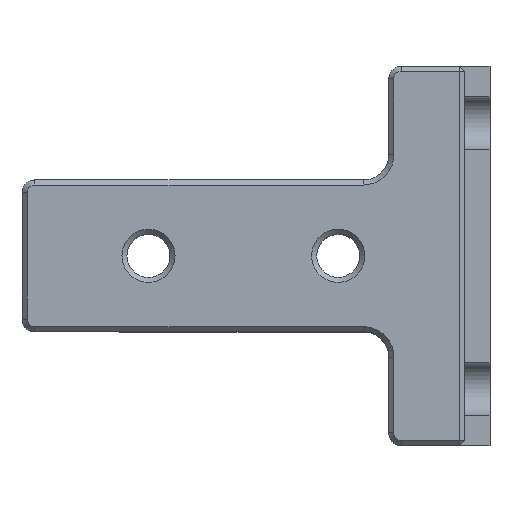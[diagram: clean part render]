
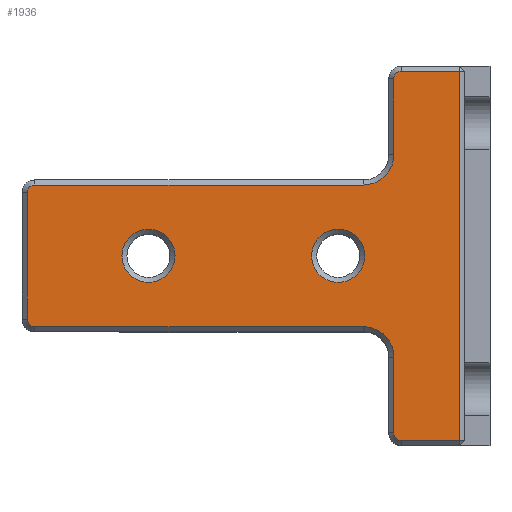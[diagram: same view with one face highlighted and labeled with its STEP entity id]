
A CAD part, top view. The second image highlights one B-rep face of the part: STEP entity #1936.
In plain terms, the highlighted face is planar.
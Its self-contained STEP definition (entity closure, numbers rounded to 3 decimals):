
#43=FACE_BOUND('',#309,.T.);
#44=FACE_BOUND('',#310,.T.);
#56=PLANE('',#2122);
#174=FACE_OUTER_BOUND('',#308,.T.);
#308=EDGE_LOOP('',(#1449,#1450,#1451,#1452,#1453,#1454,#1455,#1456,#1457,
#1458,#1459,#1460,#1461,#1462));
#309=EDGE_LOOP('',(#1463));
#310=EDGE_LOOP('',(#1464));
#472=LINE('',#3185,#640);
#473=LINE('',#3187,#641);
#474=LINE('',#3189,#642);
#475=LINE('',#3193,#643);
#476=LINE('',#3197,#644);
#477=LINE('',#3201,#645);
#478=LINE('',#3205,#646);
#479=LINE('',#3209,#647);
#640=VECTOR('',#2485,1000.);
#641=VECTOR('',#2486,1000.);
#642=VECTOR('',#2487,1000.);
#643=VECTOR('',#2490,1000.);
#644=VECTOR('',#2493,1000.);
#645=VECTOR('',#2496,1000.);
#646=VECTOR('',#2499,1000.);
#647=VECTOR('',#2502,1000.);
#785=CIRCLE('',#2096,2.1);
#788=CIRCLE('',#2100,2.1);
#797=CIRCLE('',#2123,0.6);
#798=CIRCLE('',#2124,2.4);
#799=CIRCLE('',#2125,0.6);
#800=CIRCLE('',#2126,0.6);
#801=CIRCLE('',#2127,2.4);
#802=CIRCLE('',#2128,0.6);
#903=VERTEX_POINT('',#3083);
#906=VERTEX_POINT('',#3091);
#939=VERTEX_POINT('',#3183);
#940=VERTEX_POINT('',#3184);
#941=VERTEX_POINT('',#3186);
#942=VERTEX_POINT('',#3188);
#943=VERTEX_POINT('',#3190);
#944=VERTEX_POINT('',#3192);
#945=VERTEX_POINT('',#3194);
#946=VERTEX_POINT('',#3196);
#947=VERTEX_POINT('',#3198);
#948=VERTEX_POINT('',#3200);
#949=VERTEX_POINT('',#3202);
#950=VERTEX_POINT('',#3204);
#951=VERTEX_POINT('',#3206);
#952=VERTEX_POINT('',#3208);
#1074=EDGE_CURVE('',#903,#903,#785,.T.);
#1078=EDGE_CURVE('',#906,#906,#788,.T.);
#1122=EDGE_CURVE('',#939,#940,#472,.T.);
#1123=EDGE_CURVE('',#940,#941,#473,.T.);
#1124=EDGE_CURVE('',#941,#942,#474,.T.);
#1125=EDGE_CURVE('',#942,#943,#797,.T.);
#1126=EDGE_CURVE('',#943,#944,#475,.T.);
#1127=EDGE_CURVE('',#944,#945,#798,.T.);
#1128=EDGE_CURVE('',#945,#946,#476,.T.);
#1129=EDGE_CURVE('',#946,#947,#799,.T.);
#1130=EDGE_CURVE('',#947,#948,#477,.T.);
#1131=EDGE_CURVE('',#948,#949,#800,.T.);
#1132=EDGE_CURVE('',#949,#950,#478,.T.);
#1133=EDGE_CURVE('',#950,#951,#801,.T.);
#1134=EDGE_CURVE('',#951,#952,#479,.T.);
#1135=EDGE_CURVE('',#952,#939,#802,.T.);
#1449=ORIENTED_EDGE('',*,*,#1122,.T.);
#1450=ORIENTED_EDGE('',*,*,#1123,.T.);
#1451=ORIENTED_EDGE('',*,*,#1124,.T.);
#1452=ORIENTED_EDGE('',*,*,#1125,.T.);
#1453=ORIENTED_EDGE('',*,*,#1126,.T.);
#1454=ORIENTED_EDGE('',*,*,#1127,.T.);
#1455=ORIENTED_EDGE('',*,*,#1128,.T.);
#1456=ORIENTED_EDGE('',*,*,#1129,.T.);
#1457=ORIENTED_EDGE('',*,*,#1130,.T.);
#1458=ORIENTED_EDGE('',*,*,#1131,.T.);
#1459=ORIENTED_EDGE('',*,*,#1132,.T.);
#1460=ORIENTED_EDGE('',*,*,#1133,.T.);
#1461=ORIENTED_EDGE('',*,*,#1134,.T.);
#1462=ORIENTED_EDGE('',*,*,#1135,.T.);
#1463=ORIENTED_EDGE('',*,*,#1078,.T.);
#1464=ORIENTED_EDGE('',*,*,#1074,.T.);
#1936=ADVANCED_FACE('',(#174,#43,#44),#56,.F.);
#2096=AXIS2_PLACEMENT_3D('',#3085,#2395,#2396);
#2100=AXIS2_PLACEMENT_3D('',#3093,#2404,#2405);
#2122=AXIS2_PLACEMENT_3D('',#3182,#2483,#2484);
#2123=AXIS2_PLACEMENT_3D('',#3191,#2488,#2489);
#2124=AXIS2_PLACEMENT_3D('',#3195,#2491,#2492);
#2125=AXIS2_PLACEMENT_3D('',#3199,#2494,#2495);
#2126=AXIS2_PLACEMENT_3D('',#3203,#2497,#2498);
#2127=AXIS2_PLACEMENT_3D('',#3207,#2500,#2501);
#2128=AXIS2_PLACEMENT_3D('',#3210,#2503,#2504);
#2395=DIRECTION('center_axis',(-1.,0.,0.));
#2396=DIRECTION('ref_axis',(0.,-1.,0.));
#2404=DIRECTION('center_axis',(-1.,0.,0.));
#2405=DIRECTION('ref_axis',(0.,-1.,0.));
#2483=DIRECTION('center_axis',(-1.,0.,0.));
#2484=DIRECTION('ref_axis',(0.,-1.,0.));
#2485=DIRECTION('',(0.,0.,-1.));
#2486=DIRECTION('',(0.,1.,0.));
#2487=DIRECTION('',(0.,0.,1.));
#2488=DIRECTION('center_axis',(1.,0.,0.));
#2489=DIRECTION('ref_axis',(0.,-1.,0.));
#2490=DIRECTION('',(0.,-1.,0.));
#2491=DIRECTION('center_axis',(-1.,0.,0.));
#2492=DIRECTION('ref_axis',(0.,-1.,0.));
#2493=DIRECTION('',(0.,0.,1.));
#2494=DIRECTION('center_axis',(1.,0.,0.));
#2495=DIRECTION('ref_axis',(0.,-1.,0.));
#2496=DIRECTION('',(0.,-1.,0.));
#2497=DIRECTION('center_axis',(1.,0.,0.));
#2498=DIRECTION('ref_axis',(0.,-1.,0.));
#2499=DIRECTION('',(0.,0.,-1.));
#2500=DIRECTION('center_axis',(-1.,0.,0.));
#2501=DIRECTION('ref_axis',(0.,-1.,0.));
#2502=DIRECTION('',(0.,-1.,0.));
#2503=DIRECTION('center_axis',(1.,0.,0.));
#2504=DIRECTION('ref_axis',(0.,-1.,0.));
#3083=CARTESIAN_POINT('',(7.5,-2.1,10.));
#3085=CARTESIAN_POINT('Origin',(7.5,0.,10.));
#3091=CARTESIAN_POINT('',(7.5,-2.1,25.));
#3093=CARTESIAN_POINT('Origin',(7.5,0.,25.));
#3182=CARTESIAN_POINT('Origin',(7.5,15.,35.));
#3183=CARTESIAN_POINT('',(7.5,-14.6,5.));
#3184=CARTESIAN_POINT('',(7.5,-14.6,0.4));
#3185=CARTESIAN_POINT('',(7.5,-14.6,35.));
#3186=CARTESIAN_POINT('',(7.5,14.6,0.4));
#3187=CARTESIAN_POINT('',(7.5,15.,0.4));
#3188=CARTESIAN_POINT('',(7.5,14.6,5.));
#3189=CARTESIAN_POINT('',(7.5,14.6,35.));
#3190=CARTESIAN_POINT('',(7.5,14.,5.6));
#3191=CARTESIAN_POINT('Origin',(7.5,14.,5.));
#3192=CARTESIAN_POINT('',(7.5,8.,5.6));
#3193=CARTESIAN_POINT('',(7.5,8.,5.6));
#3194=CARTESIAN_POINT('',(7.5,5.6,8.));
#3195=CARTESIAN_POINT('Origin',(7.5,8.,8.));
#3196=CARTESIAN_POINT('',(7.5,5.6,34.));
#3197=CARTESIAN_POINT('',(7.5,5.6,34.));
#3198=CARTESIAN_POINT('',(7.5,5.,34.6));
#3199=CARTESIAN_POINT('Origin',(7.5,5.,34.));
#3200=CARTESIAN_POINT('',(7.5,-5.,34.6));
#3201=CARTESIAN_POINT('',(7.5,15.,34.6));
#3202=CARTESIAN_POINT('',(7.5,-5.6,34.));
#3203=CARTESIAN_POINT('Origin',(7.5,-5.,34.));
#3204=CARTESIAN_POINT('',(7.5,-5.6,8.));
#3205=CARTESIAN_POINT('',(7.5,-5.6,8.));
#3206=CARTESIAN_POINT('',(7.5,-8.,5.6));
#3207=CARTESIAN_POINT('Origin',(7.5,-8.,8.));
#3208=CARTESIAN_POINT('',(7.5,-14.,5.6));
#3209=CARTESIAN_POINT('',(7.5,-14.,5.6));
#3210=CARTESIAN_POINT('Origin',(7.5,-14.,5.));
